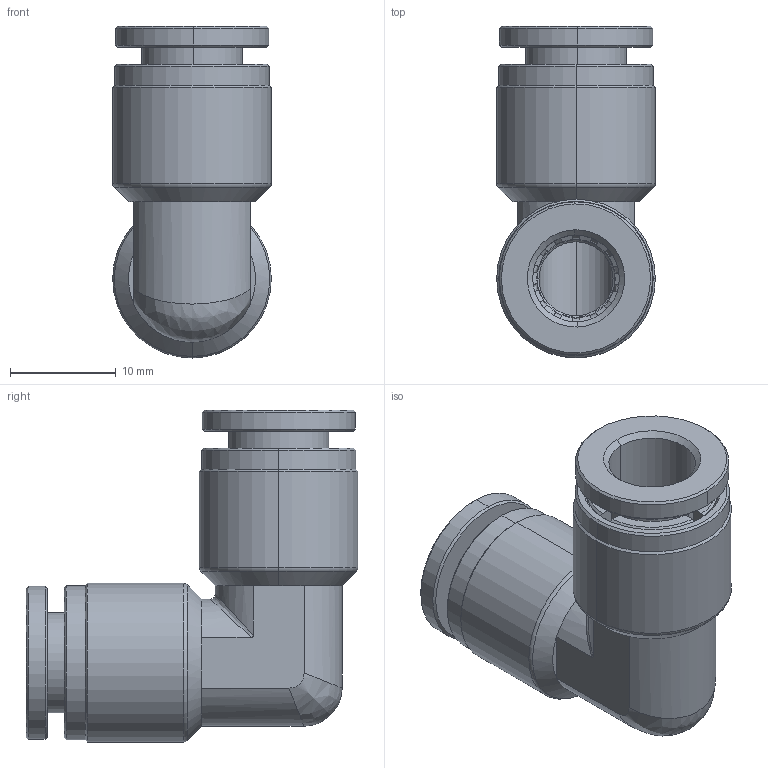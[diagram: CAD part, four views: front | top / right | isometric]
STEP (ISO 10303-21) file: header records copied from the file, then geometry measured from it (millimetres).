
FILE_DESCRIPTION (( 'STEP AP214' ), '1' );
FILE_NAME ('EUS8(5-16)W.STEP', '2018-07-31T17:18:33', ( '' ), ( '' ), 'SwSTEP 2.0', 'SolidWorks 2016', '' );
FILE_SCHEMA (( 'AUTOMOTIVE_DESIGN' ));
Length unit declared in the file: millimetre
Products named in the file (1): EUS8(5-16)W
Bounding box: 15 x 31.4 x 31.4 mm (x, y, z)
Volume: 4048.3 mm3; surface area: 7577.9 mm2
Topology: 11 solids, 11 shells, 785 faces, 2153 edges, 1397 vertices
Faces by surface type: plane 314, cone 252, cylinder 133, bspline 78, torus 8
Entity records: 35856 total; most frequent: CARTESIAN_POINT 8505, ORIENTED_EDGE 4302, DIRECTION 3430, EDGE_CURVE 2151, AXIS2_PLACEMENT_3D 1402, VERTEX_POINT 1397, EDGE_LOOP 816, UNCERTAINTY_MEASURE_WITH_UNIT 798
